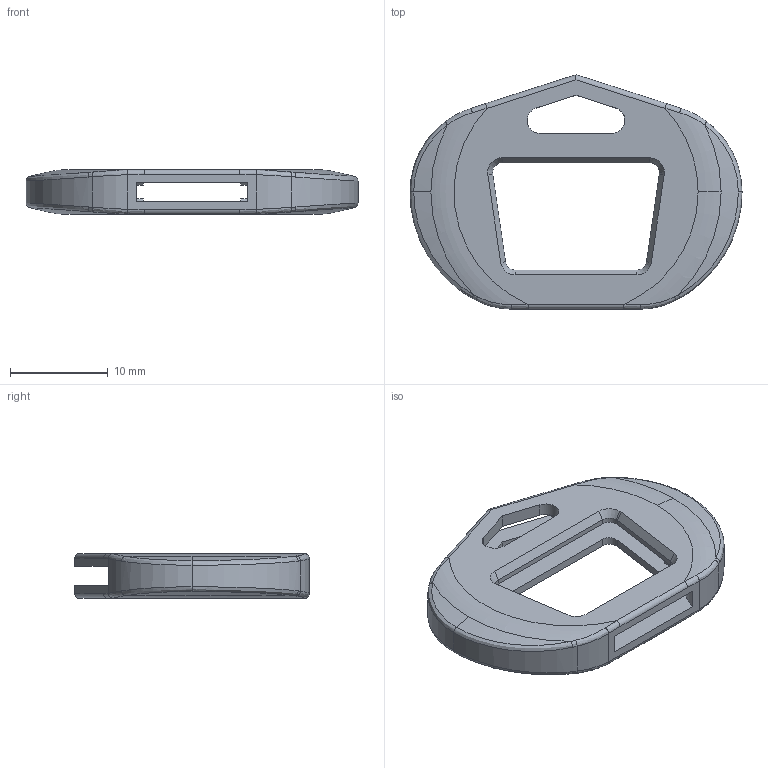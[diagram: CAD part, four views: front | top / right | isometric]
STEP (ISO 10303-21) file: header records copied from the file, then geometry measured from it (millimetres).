
FILE_DESCRIPTION (( 'STEP AP203' ), '1' );
FILE_NAME ('sone3D.STEP', '2016-06-14T01:23:28', ( '' ), ( '' ), 'SwSTEP 2.0', 'SolidWorks 2014', '' );
FILE_SCHEMA (( 'CONFIG_CONTROL_DESIGN' ));
Length unit declared in the file: millimetre
Products named in the file (1): sone3D
Bounding box: 34 x 24 x 4.6 mm (x, y, z)
Volume: 1502.2 mm3; surface area: 1890.5 mm2
Topology: 1 solids, 1 shells, 137 faces, 348 edges, 212 vertices
Faces by surface type: plane 55, cylinder 32, bspline 28, cone 16, torus 6
Entity records: 4931 total; most frequent: CARTESIAN_POINT 1700, ORIENTED_EDGE 696, DIRECTION 610, EDGE_CURVE 348, VERTEX_POINT 212, AXIS2_PLACEMENT_3D 210, LINE 190, VECTOR 190
